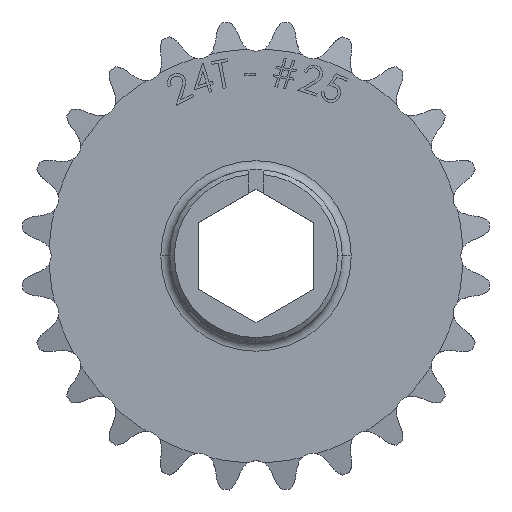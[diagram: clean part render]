
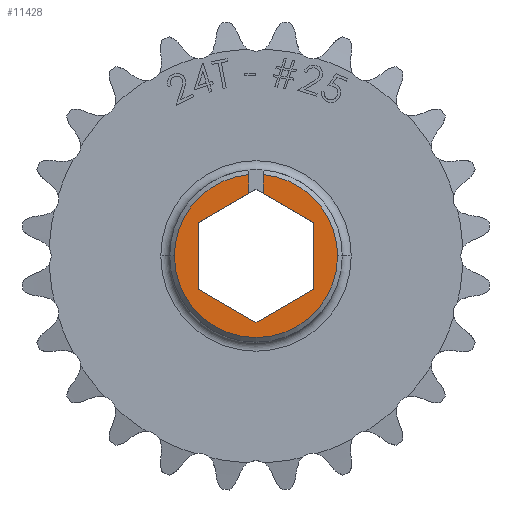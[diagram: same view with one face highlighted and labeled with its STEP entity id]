
A CAD part, top view. The second image highlights one B-rep face of the part: STEP entity #11428.
In plain terms, the highlighted planar face has unit normal (0, 0, 1).
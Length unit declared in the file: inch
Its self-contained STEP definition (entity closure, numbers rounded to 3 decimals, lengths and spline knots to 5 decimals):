
#446 = VERTEX_POINT ( 'NONE', #645 ) ;
#645 = CARTESIAN_POINT ( 'NONE',  ( -0.355, 0., 0.1875 ) ) ;
#1071 = EDGE_CURVE ( 'NONE', #446, #6563, #8679, .T. ) ;
#1137 = EDGE_LOOP ( 'NONE', ( #7607, #3253, #8471, #3354, #13984, #7268, #10374, #10174, #10765, #8046, #3194 ) ) ;
#1142 = CARTESIAN_POINT ( 'NONE',  ( 0.251, 0.14491, 0.1875 ) ) ;
#1143 = LINE ( 'NONE', #9884, #6009 ) ;
#1299 = EDGE_CURVE ( 'NONE', #2215, #8882, #13774, .T. ) ;
#1462 = CARTESIAN_POINT ( 'NONE',  ( 0., -0.28983, 0.1875 ) ) ;
#1849 = CARTESIAN_POINT ( 'NONE',  ( 0.251, 0.14491, 0.1875 ) ) ;
#2215 = VERTEX_POINT ( 'NONE', #2651 ) ;
#2435 = CARTESIAN_POINT ( 'NONE',  ( -0.251, -0.14491, 0.1875 ) ) ;
#2539 = CARTESIAN_POINT ( 'NONE',  ( 0.251, -0.14491, 0.1875 ) ) ;
#2573 = DIRECTION ( 'NONE',  ( 1., 0., 0. ) ) ;
#2651 = CARTESIAN_POINT ( 'NONE',  ( -0.03125, 0.27179, 0.1875 ) ) ;
#2659 = VERTEX_POINT ( 'NONE', #7124 ) ;
#2810 = VERTEX_POINT ( 'NONE', #5309 ) ;
#2869 = CARTESIAN_POINT ( 'NONE',  ( 0., 0.28983, 0.1875 ) ) ;
#3152 = EDGE_CURVE ( 'NONE', #4331, #5980, #8752, .T. ) ;
#3194 = ORIENTED_EDGE ( 'NONE', *, *, #6958, .T. ) ;
#3253 = ORIENTED_EDGE ( 'NONE', *, *, #11042, .F. ) ;
#3302 = PLANE ( 'NONE',  #11116 ) ;
#3354 = ORIENTED_EDGE ( 'NONE', *, *, #10424, .F. ) ;
#3366 = LINE ( 'NONE', #14278, #14151 ) ;
#3778 = EDGE_CURVE ( 'NONE', #12900, #446, #10197, .T. ) ;
#4331 = VERTEX_POINT ( 'NONE', #2435 ) ;
#4379 = DIRECTION ( 'NONE',  ( 0.866, 0.5, 0. ) ) ;
#4381 = DIRECTION ( 'NONE',  ( 0., 0., 1. ) ) ;
#4792 = LINE ( 'NONE', #2539, #12250 ) ;
#4800 = CARTESIAN_POINT ( 'NONE',  ( -0.251, 0.14491, 0.1875 ) ) ;
#5309 = CARTESIAN_POINT ( 'NONE',  ( 0.251, -0.14491, 0.1875 ) ) ;
#5320 = VERTEX_POINT ( 'NONE', #1849 ) ;
#5429 = LINE ( 'NONE', #1142, #11374 ) ;
#5602 = VECTOR ( 'NONE', #6236, 39.37008 ) ;
#5881 = DIRECTION ( 'NONE',  ( 0., 1., 0. ) ) ;
#5971 = EDGE_CURVE ( 'NONE', #2810, #5320, #4792, .T. ) ;
#5980 = VERTEX_POINT ( 'NONE', #1462 ) ;
#6009 = VECTOR ( 'NONE', #11118, 39.37008 ) ;
#6078 = CARTESIAN_POINT ( 'NONE',  ( 0.355, 0., 0.1875 ) ) ;
#6165 = CARTESIAN_POINT ( 'NONE',  ( 0.03125, 0.35362, 0.1875 ) ) ;
#6190 = DIRECTION ( 'NONE',  ( -0.866, -0.5, 0. ) ) ;
#6224 = CARTESIAN_POINT ( 'NONE',  ( 0., 0., 0.1875 ) ) ;
#6236 = DIRECTION ( 'NONE',  ( 0., -1., 0. ) ) ;
#6273 = DIRECTION ( 'NONE',  ( 1., 0., 0. ) ) ;
#6563 = VERTEX_POINT ( 'NONE', #6078 ) ;
#6670 = VECTOR ( 'NONE', #8085, 39.37008 ) ;
#6768 = EDGE_CURVE ( 'NONE', #2659, #14036, #1143, .T. ) ;
#6958 = EDGE_CURVE ( 'NONE', #6563, #14036, #11763, .T. ) ;
#6981 = AXIS2_PLACEMENT_3D ( 'NONE', #6224, #9685, #14100 ) ;
#7124 = CARTESIAN_POINT ( 'NONE',  ( 0.03125, 0.27179, 0.1875 ) ) ;
#7268 = ORIENTED_EDGE ( 'NONE', *, *, #10075, .F. ) ;
#7607 = ORIENTED_EDGE ( 'NONE', *, *, #6768, .F. ) ;
#7660 = DIRECTION ( 'NONE',  ( -0.866, 0.5, 0. ) ) ;
#7755 = AXIS2_PLACEMENT_3D ( 'NONE', #12466, #10229, #2573 ) ;
#7980 = EDGE_CURVE ( 'NONE', #12900, #2215, #9164, .T. ) ;
#8046 = ORIENTED_EDGE ( 'NONE', *, *, #1071, .T. ) ;
#8085 = DIRECTION ( 'NONE',  ( 0., -1., 0. ) ) ;
#8471 = ORIENTED_EDGE ( 'NONE', *, *, #5971, .F. ) ;
#8617 = DIRECTION ( 'NONE',  ( 0.866, -0.5, 0. ) ) ;
#8679 = CIRCLE ( 'NONE', #7755, 0.355 ) ;
#8752 = LINE ( 'NONE', #14241, #10928 ) ;
#8882 = VERTEX_POINT ( 'NONE', #4800 ) ;
#9099 = CARTESIAN_POINT ( 'NONE',  ( -0.03125, 0.07093, 0.1875 ) ) ;
#9164 = LINE ( 'NONE', #9099, #6670 ) ;
#9380 = CARTESIAN_POINT ( 'NONE',  ( 0., 0., 0.1875 ) ) ;
#9685 = DIRECTION ( 'NONE',  ( 0., 0., 1. ) ) ;
#9884 = CARTESIAN_POINT ( 'NONE',  ( 0.03125, 0.07093, 0.1875 ) ) ;
#10075 = EDGE_CURVE ( 'NONE', #8882, #4331, #10486, .T. ) ;
#10174 = ORIENTED_EDGE ( 'NONE', *, *, #7980, .F. ) ;
#10197 = CIRCLE ( 'NONE', #6981, 0.355 ) ;
#10229 = DIRECTION ( 'NONE',  ( 0., 0., 1. ) ) ;
#10374 = ORIENTED_EDGE ( 'NONE', *, *, #1299, .F. ) ;
#10424 = EDGE_CURVE ( 'NONE', #5980, #2810, #3366, .T. ) ;
#10486 = LINE ( 'NONE', #11574, #5602 ) ;
#10765 = ORIENTED_EDGE ( 'NONE', *, *, #3778, .T. ) ;
#10928 = VECTOR ( 'NONE', #8617, 39.37008 ) ;
#11042 = EDGE_CURVE ( 'NONE', #5320, #2659, #5429, .T. ) ;
#11116 = AXIS2_PLACEMENT_3D ( 'NONE', #12258, #4381, #13198 ) ;
#11118 = DIRECTION ( 'NONE',  ( 0., 1., 0. ) ) ;
#11374 = VECTOR ( 'NONE', #7660, 39.37008 ) ;
#11428 = ADVANCED_FACE ( 'NONE', ( #12112 ), #3302, .T. ) ;
#11574 = CARTESIAN_POINT ( 'NONE',  ( -0.251, 0.14491, 0.1875 ) ) ;
#11763 = CIRCLE ( 'NONE', #12693, 0.355 ) ;
#12112 = FACE_OUTER_BOUND ( 'NONE', #1137, .T. ) ;
#12250 = VECTOR ( 'NONE', #5881, 39.37008 ) ;
#12258 = CARTESIAN_POINT ( 'NONE',  ( 0., 0., 0.1875 ) ) ;
#12466 = CARTESIAN_POINT ( 'NONE',  ( 0., 0., 0.1875 ) ) ;
#12693 = AXIS2_PLACEMENT_3D ( 'NONE', #9380, #12915, #6273 ) ;
#12900 = VERTEX_POINT ( 'NONE', #14260 ) ;
#12915 = DIRECTION ( 'NONE',  ( 0., 0., 1. ) ) ;
#13181 = VECTOR ( 'NONE', #6190, 39.37008 ) ;
#13198 = DIRECTION ( 'NONE',  ( 1., 0., 0. ) ) ;
#13774 = LINE ( 'NONE', #2869, #13181 ) ;
#13984 = ORIENTED_EDGE ( 'NONE', *, *, #3152, .F. ) ;
#14036 = VERTEX_POINT ( 'NONE', #6165 ) ;
#14100 = DIRECTION ( 'NONE',  ( 1., 0., 0. ) ) ;
#14151 = VECTOR ( 'NONE', #4379, 39.37008 ) ;
#14241 = CARTESIAN_POINT ( 'NONE',  ( -0.251, -0.14491, 0.1875 ) ) ;
#14260 = CARTESIAN_POINT ( 'NONE',  ( -0.03125, 0.35362, 0.1875 ) ) ;
#14278 = CARTESIAN_POINT ( 'NONE',  ( 0., -0.28983, 0.1875 ) ) ;
